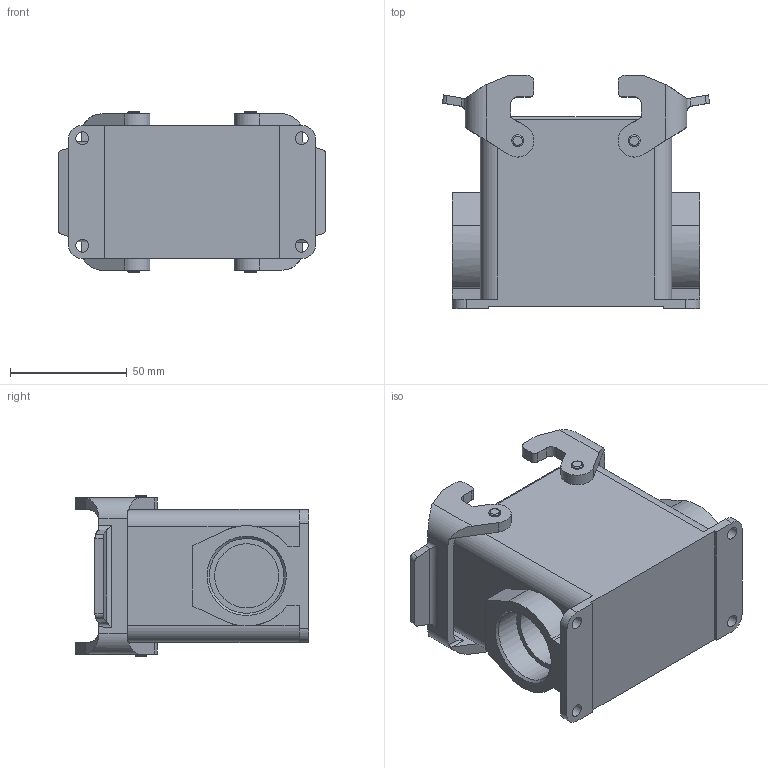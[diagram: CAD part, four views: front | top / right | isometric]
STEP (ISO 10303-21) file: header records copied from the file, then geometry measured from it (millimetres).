
FILE_DESCRIPTION(/* description */ (''),/* implementation_level */ '2;1');
FILE_NAME(/* name */ '100181135ugm000_b.stp',/* time_stamp */ '2017-11-06T10:55:36+01:00',/* author */ (''),/* organization */ (''),/* preprocessor_version */ 'ST-DEVELOPER v16',/* originating_system */ 'SIEMENS PLM Software NX 10.0',/* authorisation */ '');
FILE_SCHEMA (('AUTOMOTIVE_DESIGN { 1 0 10303 214 3 1 1 1 }'));
Length unit declared in the file: millimetre
Products named in the file (1): 100181135ugm000_b
Bounding box: 114.49 x 99.8 x 69 mm (x, y, z)
Volume: 168999.9 mm3; surface area: 68658.9 mm2
Topology: 1 solids, 1 shells, 357 faces, 934 edges, 610 vertices
Faces by surface type: plane 225, cylinder 109, bspline 21, cone 2
Full cylindrical faces by diameter (mm): 0.753 x1, 0.986 x1, 3 x8, 5 x4, 5.5 x4, 27.5 x2, 32 x2
Entity records: 12657 total; most frequent: CARTESIAN_POINT 3222, ORIENTED_EDGE 1812, DIRECTION 1710, EDGE_CURVE 906, LINE 640, VECTOR 640, VERTEX_POINT 606, AXIS2_PLACEMENT_3D 535
